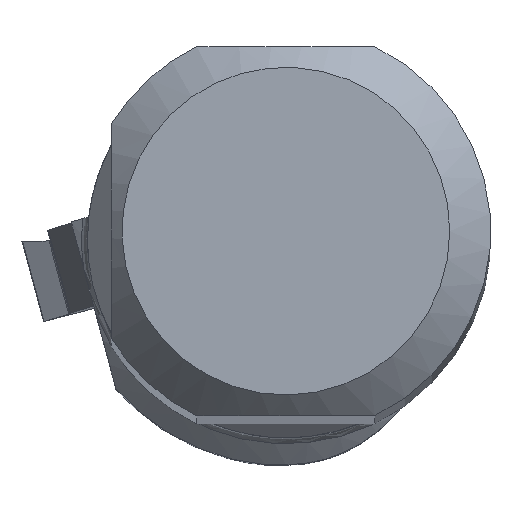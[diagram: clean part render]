
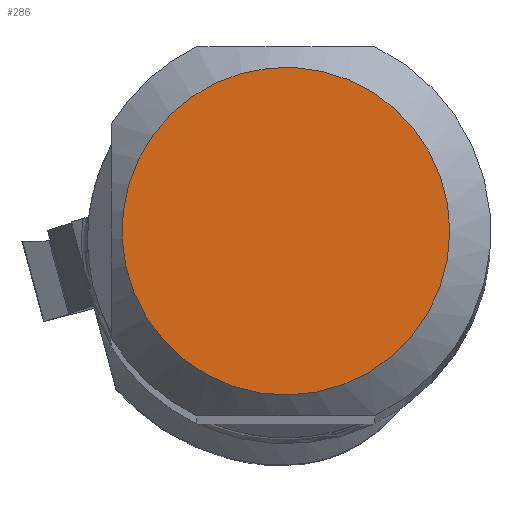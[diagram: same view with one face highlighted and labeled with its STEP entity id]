
A CAD part, top view. The second image highlights one B-rep face of the part: STEP entity #286.
In plain terms, the highlighted planar face has unit normal (0, 0, 1).
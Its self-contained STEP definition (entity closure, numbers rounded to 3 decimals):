
#177=PLANE('',#1883);
#286=ADVANCED_FACE('CU_SU_BP3',(#392),#177,.T.);
#392=FACE_OUTER_BOUND('',#481,.T.);
#481=EDGE_LOOP('',(#894));
#537=CIRCLE('',#1882,7.991);
#894=ORIENTED_EDGE('',*,*,#1374,.T.);
#1158=VERTEX_POINT('',#3100);
#1374=EDGE_CURVE('',#1158,#1158,#537,.T.);
#1882=AXIS2_PLACEMENT_3D('',#3099,#2296,#2297);
#1883=AXIS2_PLACEMENT_3D('',#3101,#2298,#2299);
#2296=DIRECTION('',(0.,0.,1.));
#2297=DIRECTION('',(1.,0.,0.));
#2298=DIRECTION('',(0.,0.,1.));
#2299=DIRECTION('',(1.,0.,0.));
#3099=CARTESIAN_POINT('',(0.,0.,0.));
#3100=CARTESIAN_POINT('',(7.991,0.,0.));
#3101=CARTESIAN_POINT('',(0.,0.,
0.));
